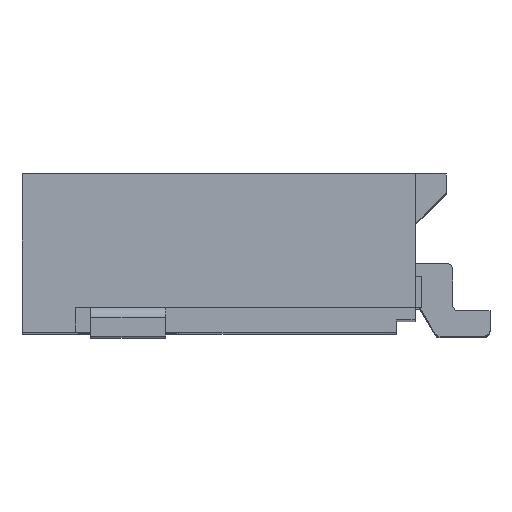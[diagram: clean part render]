
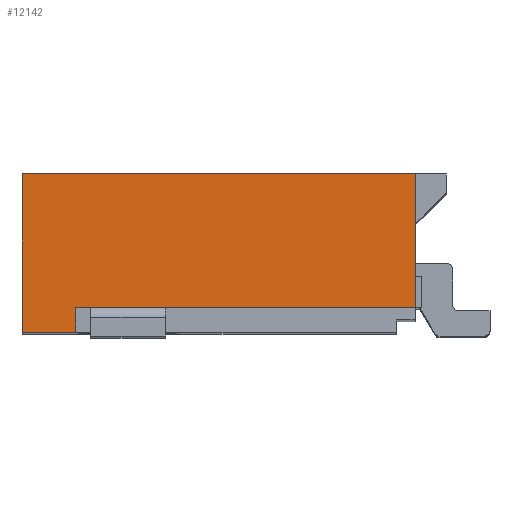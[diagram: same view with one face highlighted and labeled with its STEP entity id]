
A CAD part, top view. The second image highlights one B-rep face of the part: STEP entity #12142.
In plain terms, the highlighted planar face has unit normal (0, 0, 1).
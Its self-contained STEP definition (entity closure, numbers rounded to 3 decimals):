
#1029=DIRECTION('',(0.,-1.,0.));
#1030=VECTOR('',#1029,1.27);
#1031=CARTESIAN_POINT('',(0.,1.27,5.));
#1032=LINE('10559',#1031,#1030);
#1073=DIRECTION('',(-1.,0.,0.));
#1074=VECTOR('',#1073,3.15);
#1075=CARTESIAN_POINT('',(3.15,1.27,5.));
#1076=LINE('10560',#1075,#1074);
#1303=DIRECTION('',(1.,0.,0.));
#1304=VECTOR('',#1303,0.43);
#1305=CARTESIAN_POINT('',(0.,0.,5.));
#1306=LINE('10558',#1305,#1304);
#1311=DIRECTION('',(-1.,0.,0.));
#1312=VECTOR('',#1311,2.72);
#1313=CARTESIAN_POINT('',(3.15,0.2,5.));
#1314=LINE('10551',#1313,#1312);
#1315=DIRECTION('',(0.,-1.,0.));
#1316=VECTOR('',#1315,1.07);
#1317=CARTESIAN_POINT('',(3.15,1.27,5.));
#1318=LINE('10537',#1317,#1316);
#1574=DIRECTION('',(0.,-1.,0.));
#1575=VECTOR('',#1574,0.2);
#1576=CARTESIAN_POINT('',(0.43,0.2,5.));
#1577=LINE('10557',#1576,#1575);
#9071=CARTESIAN_POINT('',(3.15,0.2,5.));
#9073=VERTEX_POINT('',#9071);
#9075=CARTESIAN_POINT('',(3.15,1.27,5.));
#9076=VERTEX_POINT('',#9075);
#9095=CARTESIAN_POINT('',(0.43,0.2,5.));
#9096=VERTEX_POINT('',#9095);
#9103=CARTESIAN_POINT('',(0.43,0.,5.));
#9104=VERTEX_POINT('',#9103);
#9105=CARTESIAN_POINT('',(0.,0.,5.));
#9106=VERTEX_POINT('',#9105);
#9107=CARTESIAN_POINT('',(0.,1.27,5.));
#9108=VERTEX_POINT('',#9107);
#12126=CARTESIAN_POINT('',(1.575,0.635,5.));
#12127=DIRECTION('',(0.,0.,1.));
#12128=DIRECTION('',(1.,0.,0.));
#12129=AXIS2_PLACEMENT_3D('',#12126,#12127,#12128);
#12130=PLANE('8423',#12129);
#12132=ORIENTED_EDGE('10551',*,*,#12131,.T.);
#12134=ORIENTED_EDGE('10557',*,*,#12133,.T.);
#12135=ORIENTED_EDGE('10558',*,*,#11965,.F.);
#12136=ORIENTED_EDGE('10559',*,*,#11379,.F.);
#12137=ORIENTED_EDGE('10560',*,*,#11476,.F.);
#12139=ORIENTED_EDGE('10537',*,*,#12138,.T.);
#12140=EDGE_LOOP('8423',(#12132,#12134,#12135,#12136,#12137,#12139));
#12141=FACE_OUTER_BOUND('8423',#12140,.F.);
#12142=ADVANCED_FACE('8423',(#12141),#12130,.T.);
#11379=EDGE_CURVE('10559',#9108,#9106,#1032,.T.);
#11476=EDGE_CURVE('10560',#9076,#9108,#1076,.T.);
#11965=EDGE_CURVE('10558',#9106,#9104,#1306,.T.);
#12131=EDGE_CURVE('10551',#9073,#9096,#1314,.T.);
#12133=EDGE_CURVE('10557',#9096,#9104,#1577,.T.);
#12138=EDGE_CURVE('10537',#9076,#9073,#1318,.T.);
